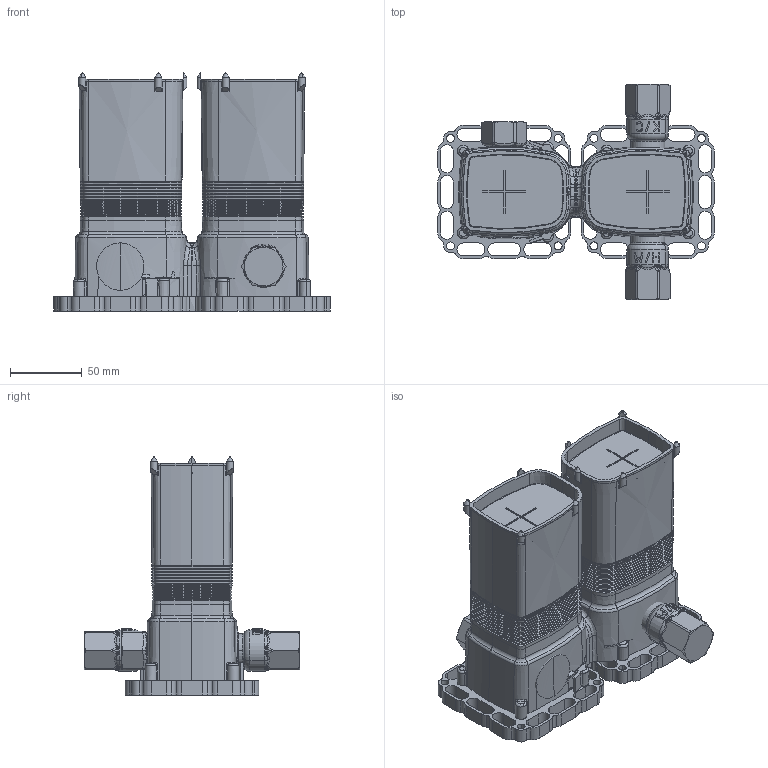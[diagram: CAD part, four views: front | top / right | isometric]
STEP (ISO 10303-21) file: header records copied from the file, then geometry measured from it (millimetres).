
FILE_DESCRIPTION (( 'STEP AP203' ), '1' );
FILE_NAME ('44080000.STEP', '2019-01-14T12:13:40', ( '' ), ( '' ), 'SwSTEP 2.0', 'SolidWorks 2016', '' );
FILE_SCHEMA (( 'CONFIG_CONTROL_DESIGN' ));
Length unit declared in the file: millimetre
Products named in the file (1): 44080000
Bounding box: 193 x 150 x 166 mm (x, y, z)
Volume: 730598.8 mm3; surface area: 236604.3 mm2
Topology: 10 solids, 10 shells, 2545 faces, 6185 edges, 3662 vertices
Faces by surface type: cone 1054, torus 599, plane 410, cylinder 291, bspline 170, sphere 21
Entity records: 97046 total; most frequent: CARTESIAN_POINT 38146, DIRECTION 12729, ORIENTED_EDGE 12338, EDGE_CURVE 6169, AXIS2_PLACEMENT_3D 5274, VERTEX_POINT 3658, CIRCLE 2902, EDGE_LOOP 2619
